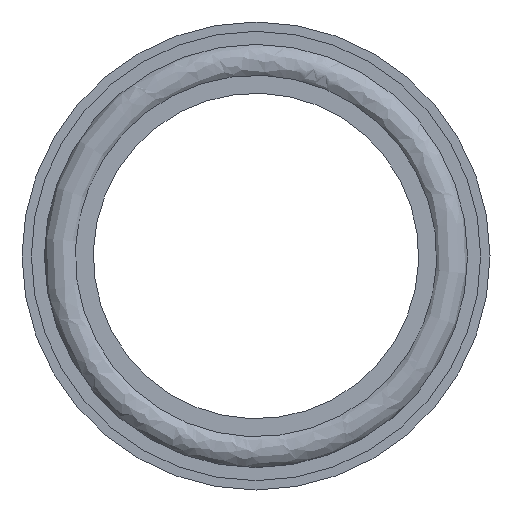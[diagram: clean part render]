
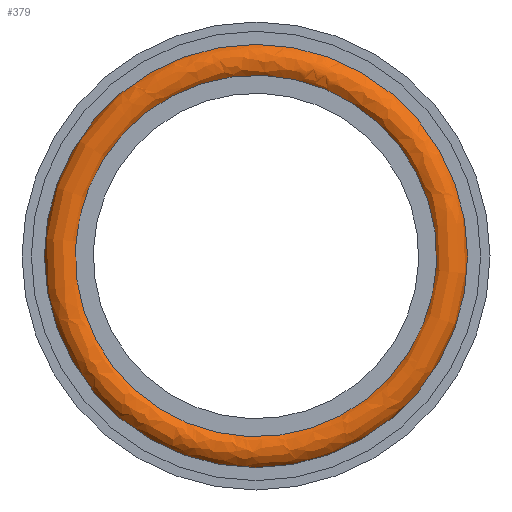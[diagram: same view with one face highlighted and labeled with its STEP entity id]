
A CAD part, left-side view. The second image highlights one B-rep face of the part: STEP entity #379.
In plain terms, the highlighted free-form (B-spline) face has degree [3, 3] with [7, 7] control points.
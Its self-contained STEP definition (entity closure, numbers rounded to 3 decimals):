
#26 = CARTESIAN_POINT ( 'NONE',  ( -5., 52.6, 26.3 ) ) ;
#52 = CARTESIAN_POINT ( 'NONE',  ( 5., 42.6, 21.3 ) ) ;
#54 = CARTESIAN_POINT ( 'NONE',  ( 0., 0., -21.3 ) ) ;
#108 = CARTESIAN_POINT ( 'NONE',  ( 0., -52.6, 26.3 ) ) ;
#124 = CARTESIAN_POINT ( 'NONE',  ( 0., 0., -26.3 ) ) ;
#128 = CARTESIAN_POINT ( 'NONE',  ( 5., -42.6, -21.3 ) ) ;
#177 = CARTESIAN_POINT ( 'NONE',  ( -5., 0., -26.3 ) ) ;
#194 = CARTESIAN_POINT ( 'NONE',  ( 5., 42.6, -21.3 ) ) ;
#244 = CARTESIAN_POINT ( 'NONE',  ( -5., 0., -26.3 ) ) ;
#254 = CARTESIAN_POINT ( 'NONE',  ( 5., 52.6, -26.3 ) ) ;
#259 = CARTESIAN_POINT ( 'NONE',  ( 5., 0., 21.3 ) ) ;
#296 = CARTESIAN_POINT ( 'NONE',  ( 0., 0., -26.3 ) ) ;
#306 = CARTESIAN_POINT ( 'NONE',  ( -5., 0., -21.3 ) ) ;
#310 = CARTESIAN_POINT ( 'NONE',  ( 5., 0., -21.3 ) ) ;
#315 = CARTESIAN_POINT ( 'NONE',  ( 5., 0., 26.3 ) ) ;
#317 = CARTESIAN_POINT ( 'NONE',  ( 5., -42.6, 21.3 ) ) ;
#318 = CARTESIAN_POINT ( 'NONE',  ( 0., -52.6, -26.3 ) ) ;
#377 = CARTESIAN_POINT ( 'NONE',  ( 0., 0., 26.3 ) ) ;
#378 = CARTESIAN_POINT ( 'NONE',  ( 0., -42.6, 21.3 ) ) ;
#379 = ADVANCED_FACE ( 'NONE', ( ), #790, .T. ) ;
#380 = CARTESIAN_POINT ( 'NONE',  ( -5., -42.6, 21.3 ) ) ;
#427 = CARTESIAN_POINT ( 'NONE',  ( 0., 0., -26.3 ) ) ;
#447 = CARTESIAN_POINT ( 'NONE',  ( 5., 0., -21.3 ) ) ;
#490 = CARTESIAN_POINT ( 'NONE',  ( -5., 0., 26.3 ) ) ;
#492 = CARTESIAN_POINT ( 'NONE',  ( 0., -52.6, -26.3 ) ) ;
#505 = CARTESIAN_POINT ( 'NONE',  ( 0., 0., -21.3 ) ) ;
#511 = CARTESIAN_POINT ( 'NONE',  ( 5., -52.6, 26.3 ) ) ;
#514 = CARTESIAN_POINT ( 'NONE',  ( 0., 52.6, -26.3 ) ) ;
#556 = CARTESIAN_POINT ( 'NONE',  ( -5., -52.6, 26.3 ) ) ;
#559 = CARTESIAN_POINT ( 'NONE',  ( -5., -52.6, -26.3 ) ) ;
#570 = CARTESIAN_POINT ( 'NONE',  ( 0., 52.6, -26.3 ) ) ;
#576 = CARTESIAN_POINT ( 'NONE',  ( -5., 0., -21.3 ) ) ;
#578 = CARTESIAN_POINT ( 'NONE',  ( 0., 42.6, -21.3 ) ) ;
#630 = CARTESIAN_POINT ( 'NONE',  ( -5., 52.6, -26.3 ) ) ;
#642 = CARTESIAN_POINT ( 'NONE',  ( 5., 0., -26.3 ) ) ;
#646 = CARTESIAN_POINT ( 'NONE',  ( 0., 42.6, 21.3 ) ) ;
#648 = CARTESIAN_POINT ( 'NONE',  ( 0., -42.6, -21.3 ) ) ;
#701 = CARTESIAN_POINT ( 'NONE',  ( -5., 42.6, 21.3 ) ) ;
#702 = CARTESIAN_POINT ( 'NONE',  ( 5., 0., -26.3 ) ) ;
#706 = CARTESIAN_POINT ( 'NONE',  ( 5., -52.6, -26.3 ) ) ;
#710 = CARTESIAN_POINT ( 'NONE',  ( -5., 0., 21.3 ) ) ;
#711 = CARTESIAN_POINT ( 'NONE',  ( -5., -42.6, -21.3 ) ) ;
#758 = CARTESIAN_POINT ( 'NONE',  ( 0., 52.6, 26.3 ) ) ;
#776 = CARTESIAN_POINT ( 'NONE',  ( 5., 52.6, 26.3 ) ) ;
#781 = CARTESIAN_POINT ( 'NONE',  ( 0., 0., 21.3 ) ) ;
#783 = CARTESIAN_POINT ( 'NONE',  ( 0., 52.6, 26.3 ) ) ;
#790 =( BOUNDED_SURFACE ( )  B_SPLINE_SURFACE ( 3, 3, ( 
 ( #296, #570, #758, #826, #108, #492, #427 ),
 ( #177, #630, #26, #490, #556, #559, #244 ),
 ( #306, #849, #701, #710, #380, #711, #576 ),
 ( #54, #578, #646, #781, #378, #648, #505 ),
 ( #447, #194, #52, #259, #317, #128, #310 ),
 ( #642, #254, #776, #315, #511, #706, #702 ),
 ( #124, #514, #783, #377, #845, #318, #851 ) ),
 .UNSPECIFIED., .T., .T., .F. ) 
 B_SPLINE_SURFACE_WITH_KNOTS ( ( 4, 3, 4 ),
 ( 4, 3, 4 ),
 ( 0., 0.5, 1. ),
 ( 0., 0.5, 1. ),
 .UNSPECIFIED. ) 
 GEOMETRIC_REPRESENTATION_ITEM ( )  RATIONAL_B_SPLINE_SURFACE ( (
 ( 1., 0.333, 0.333, 1., 0.333, 0.333, 1.),
 ( 0.333, 0.111, 0.111, 0.333, 0.111, 0.111, 0.333),
 ( 0.333, 0.111, 0.111, 0.333, 0.111, 0.111, 0.333),
 ( 1., 0.333, 0.333, 1., 0.333, 0.333, 1.),
 ( 0.333, 0.111, 0.111, 0.333, 0.111, 0.111, 0.333),
 ( 0.333, 0.111, 0.111, 0.333, 0.111, 0.111, 0.333),
 ( 1., 0.333, 0.333, 1., 0.333, 0.333, 1.) ) ) 
 REPRESENTATION_ITEM ( '' )  SURFACE ( )  );
#826 = CARTESIAN_POINT ( 'NONE',  ( 0., 0., 26.3 ) ) ;
#845 = CARTESIAN_POINT ( 'NONE',  ( 0., -52.6, 26.3 ) ) ;
#849 = CARTESIAN_POINT ( 'NONE',  ( -5., 42.6, -21.3 ) ) ;
#851 = CARTESIAN_POINT ( 'NONE',  ( 0., 0., -26.3 ) ) ;
